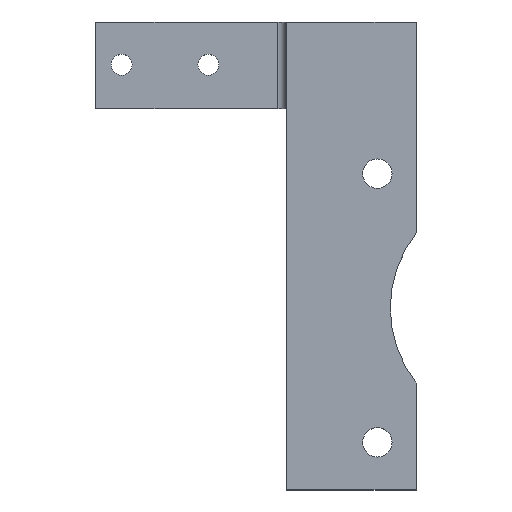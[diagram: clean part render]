
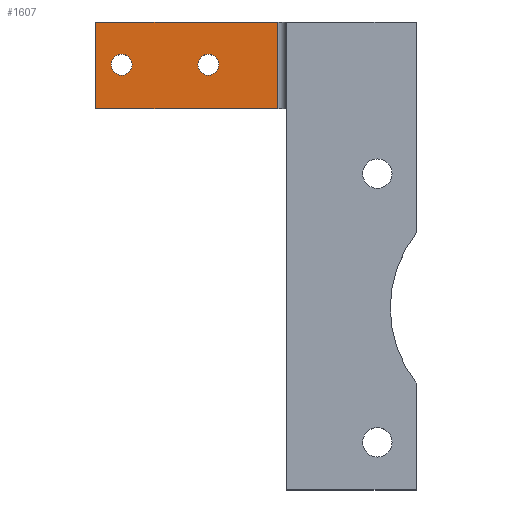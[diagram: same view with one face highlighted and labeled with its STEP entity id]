
A CAD part, top view. The second image highlights one B-rep face of the part: STEP entity #1607.
In plain terms, the highlighted planar face has unit normal (0, 0, 1).
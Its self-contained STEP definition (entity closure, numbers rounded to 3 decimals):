
#83 = PLANE('',#84);
#84 = AXIS2_PLACEMENT_3D('',#85,#86,#87);
#85 = CARTESIAN_POINT('',(24.,-10.,0.));
#86 = DIRECTION('',(0.,-1.,0.));
#87 = DIRECTION('',(0.,0.,-1.));
#111 = PLANE('',#112);
#112 = AXIS2_PLACEMENT_3D('',#113,#114,#115);
#113 = CARTESIAN_POINT('',(0.,0.,0.));
#114 = DIRECTION('',(-1.,0.,0.));
#115 = DIRECTION('',(0.,0.,1.));
#137 = PLANE('',#138);
#138 = AXIS2_PLACEMENT_3D('',#139,#140,#141);
#139 = CARTESIAN_POINT('',(24.,0.,0.));
#140 = DIRECTION('',(0.,-1.,0.));
#141 = DIRECTION('',(0.,0.,-1.));
#548 = VERTEX_POINT('',#549);
#549 = CARTESIAN_POINT('',(0.,0.,4.));
#570 = EDGE_CURVE('',#548,#571,#573,.T.);
#571 = VERTEX_POINT('',#572);
#572 = CARTESIAN_POINT('',(21.,0.,4.));
#573 = SURFACE_CURVE('',#574,(#578,#585),.PCURVE_S1.);
#574 = LINE('',#575,#576);
#575 = CARTESIAN_POINT('',(0.,0.,4.));
#576 = VECTOR('',#577,1.);
#577 = DIRECTION('',(1.,0.,0.));
#578 = PCURVE('',#137,#579);
#579 = DEFINITIONAL_REPRESENTATION('',(#580),#584);
#580 = LINE('',#581,#582);
#581 = CARTESIAN_POINT('',(-4.,-24.));
#582 = VECTOR('',#583,1.);
#583 = DIRECTION('',(0.,1.));
#584 = ( GEOMETRIC_REPRESENTATION_CONTEXT(2) 
PARAMETRIC_REPRESENTATION_CONTEXT() REPRESENTATION_CONTEXT('2D SPACE',''
  ) );
#585 = PCURVE('',#586,#591);
#586 = PLANE('',#587);
#587 = AXIS2_PLACEMENT_3D('',#588,#589,#590);
#588 = CARTESIAN_POINT('',(0.,0.,4.));
#589 = DIRECTION('',(0.,0.,1.));
#590 = DIRECTION('',(1.,0.,0.));
#591 = DEFINITIONAL_REPRESENTATION('',(#592),#596);
#592 = LINE('',#593,#594);
#593 = CARTESIAN_POINT('',(0.,0.));
#594 = VECTOR('',#595,1.);
#595 = DIRECTION('',(1.,0.));
#596 = ( GEOMETRIC_REPRESENTATION_CONTEXT(2) 
PARAMETRIC_REPRESENTATION_CONTEXT() REPRESENTATION_CONTEXT('2D SPACE',''
  ) );
#615 = CYLINDRICAL_SURFACE('',#616,1.);
#616 = AXIS2_PLACEMENT_3D('',#617,#618,#619);
#617 = CARTESIAN_POINT('',(21.,0.,5.));
#618 = DIRECTION('',(0.,1.,0.));
#619 = DIRECTION('',(1.,0.,0.));
#889 = VERTEX_POINT('',#890);
#890 = CARTESIAN_POINT('',(21.,-10.,4.));
#912 = EDGE_CURVE('',#913,#889,#915,.T.);
#913 = VERTEX_POINT('',#914);
#914 = CARTESIAN_POINT('',(0.,-10.,4.));
#915 = SURFACE_CURVE('',#916,(#920,#927),.PCURVE_S1.);
#916 = LINE('',#917,#918);
#917 = CARTESIAN_POINT('',(0.,-10.,4.));
#918 = VECTOR('',#919,1.);
#919 = DIRECTION('',(1.,0.,0.));
#920 = PCURVE('',#83,#921);
#921 = DEFINITIONAL_REPRESENTATION('',(#922),#926);
#922 = LINE('',#923,#924);
#923 = CARTESIAN_POINT('',(-4.,-24.));
#924 = VECTOR('',#925,1.);
#925 = DIRECTION('',(0.,1.));
#926 = ( GEOMETRIC_REPRESENTATION_CONTEXT(2) 
PARAMETRIC_REPRESENTATION_CONTEXT() REPRESENTATION_CONTEXT('2D SPACE',''
  ) );
#927 = PCURVE('',#586,#928);
#928 = DEFINITIONAL_REPRESENTATION('',(#929),#933);
#929 = LINE('',#930,#931);
#930 = CARTESIAN_POINT('',(0.,-10.));
#931 = VECTOR('',#932,1.);
#932 = DIRECTION('',(1.,0.));
#933 = ( GEOMETRIC_REPRESENTATION_CONTEXT(2) 
PARAMETRIC_REPRESENTATION_CONTEXT() REPRESENTATION_CONTEXT('2D SPACE',''
  ) );
#961 = EDGE_CURVE('',#548,#913,#962,.T.);
#962 = SURFACE_CURVE('',#963,(#967,#974),.PCURVE_S1.);
#963 = LINE('',#964,#965);
#964 = CARTESIAN_POINT('',(0.,0.,4.));
#965 = VECTOR('',#966,1.);
#966 = DIRECTION('',(0.,-1.,0.));
#967 = PCURVE('',#111,#968);
#968 = DEFINITIONAL_REPRESENTATION('',(#969),#973);
#969 = LINE('',#970,#971);
#970 = CARTESIAN_POINT('',(4.,0.));
#971 = VECTOR('',#972,1.);
#972 = DIRECTION('',(0.,-1.));
#973 = ( GEOMETRIC_REPRESENTATION_CONTEXT(2) 
PARAMETRIC_REPRESENTATION_CONTEXT() REPRESENTATION_CONTEXT('2D SPACE',''
  ) );
#974 = PCURVE('',#586,#975);
#975 = DEFINITIONAL_REPRESENTATION('',(#976),#980);
#976 = LINE('',#977,#978);
#977 = CARTESIAN_POINT('',(0.,0.));
#978 = VECTOR('',#979,1.);
#979 = DIRECTION('',(0.,-1.));
#980 = ( GEOMETRIC_REPRESENTATION_CONTEXT(2) 
PARAMETRIC_REPRESENTATION_CONTEXT() REPRESENTATION_CONTEXT('2D SPACE',''
  ) );
#1607 = ADVANCED_FACE('',(#1608,#1634,#1669),#586,.T.);
#1608 = FACE_BOUND('',#1609,.T.);
#1609 = EDGE_LOOP('',(#1610,#1611,#1612,#1633));
#1610 = ORIENTED_EDGE('',*,*,#961,.T.);
#1611 = ORIENTED_EDGE('',*,*,#912,.T.);
#1612 = ORIENTED_EDGE('',*,*,#1613,.F.);
#1613 = EDGE_CURVE('',#571,#889,#1614,.T.);
#1614 = SURFACE_CURVE('',#1615,(#1619,#1626),.PCURVE_S1.);
#1615 = LINE('',#1616,#1617);
#1616 = CARTESIAN_POINT('',(21.,0.,4.));
#1617 = VECTOR('',#1618,1.);
#1618 = DIRECTION('',(0.,-1.,0.));
#1619 = PCURVE('',#586,#1620);
#1620 = DEFINITIONAL_REPRESENTATION('',(#1621),#1625);
#1621 = LINE('',#1622,#1623);
#1622 = CARTESIAN_POINT('',(21.,0.));
#1623 = VECTOR('',#1624,1.);
#1624 = DIRECTION('',(0.,-1.));
#1625 = ( GEOMETRIC_REPRESENTATION_CONTEXT(2) 
PARAMETRIC_REPRESENTATION_CONTEXT() REPRESENTATION_CONTEXT('2D SPACE',''
  ) );
#1626 = PCURVE('',#615,#1627);
#1627 = DEFINITIONAL_REPRESENTATION('',(#1628),#1632);
#1628 = LINE('',#1629,#1630);
#1629 = CARTESIAN_POINT('',(-4.712,0.));
#1630 = VECTOR('',#1631,1.);
#1631 = DIRECTION('',(-0.,-1.));
#1632 = ( GEOMETRIC_REPRESENTATION_CONTEXT(2) 
PARAMETRIC_REPRESENTATION_CONTEXT() REPRESENTATION_CONTEXT('2D SPACE',''
  ) );
#1633 = ORIENTED_EDGE('',*,*,#570,.F.);
#1634 = FACE_BOUND('',#1635,.T.);
#1635 = EDGE_LOOP('',(#1636));
#1636 = ORIENTED_EDGE('',*,*,#1637,.T.);
#1637 = EDGE_CURVE('',#1638,#1638,#1640,.T.);
#1638 = VERTEX_POINT('',#1639);
#1639 = CARTESIAN_POINT('',(14.2,-4.931,4.));
#1640 = SURFACE_CURVE('',#1641,(#1646,#1657),.PCURVE_S1.);
#1641 = CIRCLE('',#1642,1.2);
#1642 = AXIS2_PLACEMENT_3D('',#1643,#1644,#1645);
#1643 = CARTESIAN_POINT('',(13.,-4.931,4.));
#1644 = DIRECTION('',(0.,0.,-1.));
#1645 = DIRECTION('',(1.,0.,0.));
#1646 = PCURVE('',#586,#1647);
#1647 = DEFINITIONAL_REPRESENTATION('',(#1648),#1656);
#1648 = ( BOUNDED_CURVE() B_SPLINE_CURVE(2,(#1649,#1650,#1651,#1652,
#1653,#1654,#1655),.UNSPECIFIED.,.T.,.F.) B_SPLINE_CURVE_WITH_KNOTS((1,2
    ,2,2,2,1),(-2.094,0.,2.094,4.189,
6.283,8.378),.UNSPECIFIED.) CURVE() 
GEOMETRIC_REPRESENTATION_ITEM() RATIONAL_B_SPLINE_CURVE((1.,0.5,1.,0.5,
1.,0.5,1.)) REPRESENTATION_ITEM('') );
#1649 = CARTESIAN_POINT('',(14.2,-4.931));
#1650 = CARTESIAN_POINT('',(14.2,-7.01));
#1651 = CARTESIAN_POINT('',(12.4,-5.97));
#1652 = CARTESIAN_POINT('',(10.6,-4.931));
#1653 = CARTESIAN_POINT('',(12.4,-3.892));
#1654 = CARTESIAN_POINT('',(14.2,-2.853));
#1655 = CARTESIAN_POINT('',(14.2,-4.931));
#1656 = ( GEOMETRIC_REPRESENTATION_CONTEXT(2) 
PARAMETRIC_REPRESENTATION_CONTEXT() REPRESENTATION_CONTEXT('2D SPACE',''
  ) );
#1657 = PCURVE('',#1658,#1663);
#1658 = CYLINDRICAL_SURFACE('',#1659,1.2);
#1659 = AXIS2_PLACEMENT_3D('',#1660,#1661,#1662);
#1660 = CARTESIAN_POINT('',(13.,-4.931,27.));
#1661 = DIRECTION('',(0.,0.,-1.));
#1662 = DIRECTION('',(1.,0.,0.));
#1663 = DEFINITIONAL_REPRESENTATION('',(#1664),#1668);
#1664 = LINE('',#1665,#1666);
#1665 = CARTESIAN_POINT('',(0.,23.));
#1666 = VECTOR('',#1667,1.);
#1667 = DIRECTION('',(1.,0.));
#1668 = ( GEOMETRIC_REPRESENTATION_CONTEXT(2) 
PARAMETRIC_REPRESENTATION_CONTEXT() REPRESENTATION_CONTEXT('2D SPACE',''
  ) );
#1669 = FACE_BOUND('',#1670,.T.);
#1670 = EDGE_LOOP('',(#1671));
#1671 = ORIENTED_EDGE('',*,*,#1672,.T.);
#1672 = EDGE_CURVE('',#1673,#1673,#1675,.T.);
#1673 = VERTEX_POINT('',#1674);
#1674 = CARTESIAN_POINT('',(4.2,-4.931,4.));
#1675 = SURFACE_CURVE('',#1676,(#1681,#1692),.PCURVE_S1.);
#1676 = CIRCLE('',#1677,1.2);
#1677 = AXIS2_PLACEMENT_3D('',#1678,#1679,#1680);
#1678 = CARTESIAN_POINT('',(3.,-4.931,4.));
#1679 = DIRECTION('',(0.,0.,-1.));
#1680 = DIRECTION('',(1.,0.,0.));
#1681 = PCURVE('',#586,#1682);
#1682 = DEFINITIONAL_REPRESENTATION('',(#1683),#1691);
#1683 = ( BOUNDED_CURVE() B_SPLINE_CURVE(2,(#1684,#1685,#1686,#1687,
#1688,#1689,#1690),.UNSPECIFIED.,.F.,.F.) B_SPLINE_CURVE_WITH_KNOTS((1,2
    ,2,2,2,1),(-2.094,0.,2.094,4.189,
6.283,8.378),.UNSPECIFIED.) CURVE() 
GEOMETRIC_REPRESENTATION_ITEM() RATIONAL_B_SPLINE_CURVE((1.,0.5,1.,0.5,
1.,0.5,1.)) REPRESENTATION_ITEM('') );
#1684 = CARTESIAN_POINT('',(4.2,-4.931));
#1685 = CARTESIAN_POINT('',(4.2,-7.01));
#1686 = CARTESIAN_POINT('',(2.4,-5.97));
#1687 = CARTESIAN_POINT('',(0.6,-4.931));
#1688 = CARTESIAN_POINT('',(2.4,-3.892));
#1689 = CARTESIAN_POINT('',(4.2,-2.853));
#1690 = CARTESIAN_POINT('',(4.2,-4.931));
#1691 = ( GEOMETRIC_REPRESENTATION_CONTEXT(2) 
PARAMETRIC_REPRESENTATION_CONTEXT() REPRESENTATION_CONTEXT('2D SPACE',''
  ) );
#1692 = PCURVE('',#1693,#1698);
#1693 = CYLINDRICAL_SURFACE('',#1694,1.2);
#1694 = AXIS2_PLACEMENT_3D('',#1695,#1696,#1697);
#1695 = CARTESIAN_POINT('',(3.,-4.931,27.));
#1696 = DIRECTION('',(0.,0.,-1.));
#1697 = DIRECTION('',(1.,0.,0.));
#1698 = DEFINITIONAL_REPRESENTATION('',(#1699),#1703);
#1699 = LINE('',#1700,#1701);
#1700 = CARTESIAN_POINT('',(0.,23.));
#1701 = VECTOR('',#1702,1.);
#1702 = DIRECTION('',(1.,0.));
#1703 = ( GEOMETRIC_REPRESENTATION_CONTEXT(2) 
PARAMETRIC_REPRESENTATION_CONTEXT() REPRESENTATION_CONTEXT('2D SPACE',''
  ) );
